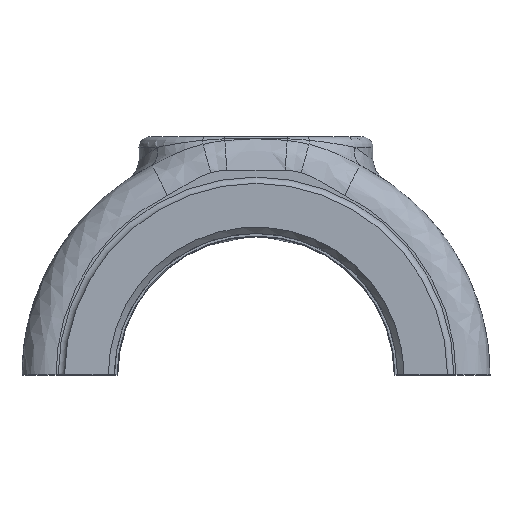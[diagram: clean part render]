
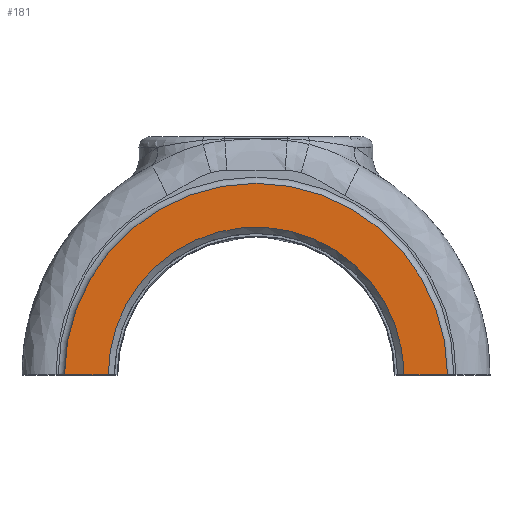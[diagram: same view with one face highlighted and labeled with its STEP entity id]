
A CAD part, top view. The second image highlights one B-rep face of the part: STEP entity #181.
In plain terms, the highlighted planar face has unit normal (0, 0.009, 1).
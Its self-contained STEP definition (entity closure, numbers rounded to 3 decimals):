
#29 = DIRECTION ( 'NONE',  ( -1., 0., 0. ) ) ;
#60 = ORIENTED_EDGE ( 'NONE', *, *, #2084, .F. ) ;
#72 = CARTESIAN_POINT ( 'NONE',  ( -59., 36.729, 53.672 ) ) ;
#153 = CARTESIAN_POINT ( 'NONE',  ( -60.169, 34.779, 53.69 ) ) ;
#181 = ADVANCED_FACE ( 'NONE', ( #1593 ), #1791, .T. ) ;
#242 = CARTESIAN_POINT ( 'NONE',  ( 2.274, 69.473, 53.38 ) ) ;
#312 = CARTESIAN_POINT ( 'NONE',  ( 90., 0.045, 54. ) ) ;
#331 = CARTESIAN_POINT ( 'NONE',  ( 62.313, 30.77, 53.725 ) ) ;
#421 = CARTESIAN_POINT ( 'NONE',  ( 22.332, 65.824, 53.412 ) ) ;
#446 = CIRCLE ( 'NONE', #4477, 90. ) ;
#501 = CARTESIAN_POINT ( 'NONE',  ( -63.285, 28.716, 53.744 ) ) ;
#596 = CARTESIAN_POINT ( 'NONE',  ( 36.686, 59.036, 53.473 ) ) ;
#605 = CARTESIAN_POINT ( 'NONE',  ( -69.447, 0.045, 54. ) ) ;
#663 = ORIENTED_EDGE ( 'NONE', *, *, #3983, .F. ) ;
#778 = CARTESIAN_POINT ( 'NONE',  ( 68.553, 11.361, 53.899 ) ) ;
#846 = VERTEX_POINT ( 'NONE', #4706 ) ;
#870 = CARTESIAN_POINT ( 'NONE',  ( 11.317, 68.583, 53.388 ) ) ;
#873 = B_SPLINE_CURVE_WITH_KNOTS ( 'NONE', 3,
 ( #605, #3344, #3787, #4514, #5251, #2792, #1036, #4240, #4961, #501, #3335, #153, #72, #2121, #1944, #5421, #2961, #5334, #3867, #3593, #5524, #2511, #4592, #1118, #1567, #1208, #4323, #4406, #3681, #5146, #1384, #2687, #4871, #242, #2869, #1854, #870, #4785, #1484, #421, #5062, #1299, #2601, #4042, #596, #2319, #3051, #3418, #5239, #943, #3778, #4133, #2782, #1651, #4234, #331, #3245, #4966, #4506, #2505, #2039, #778, #3512, #1026, #3954, #1757 ),
 .UNSPECIFIED., .F., .F.,
 ( 4, 2, 2, 2, 2, 2, 2, 2, 2, 2, 2, 2, 2, 2, 2, 2, 2, 2, 2, 2, 2, 2, 2, 2, 2, 2, 2, 2, 2, 2, 2, 2, 4 ),
 ( 0., 0.031, 0.062, 0.094, 0.125, 0.156, 0.187, 0.219, 0.25, 0.281, 0.312, 0.344, 0.375, 0.406, 0.437, 0.469, 0.5, 0.531, 0.562, 0.594, 0.625, 0.656, 0.687, 0.719, 0.75, 0.781, 0.812, 0.844, 0.875, 0.906, 0.938, 0.969, 1. ),
 .UNSPECIFIED. ) ;
#943 = CARTESIAN_POINT ( 'NONE',  ( 50.708, 47.531, 53.576 ) ) ;
#1026 = CARTESIAN_POINT ( 'NONE',  ( 69.334, 4.588, 53.959 ) ) ;
#1036 = CARTESIAN_POINT ( 'NONE',  ( -67.113, 18.024, 53.839 ) ) ;
#1118 = CARTESIAN_POINT ( 'NONE',  ( -30.727, 62.348, 53.444 ) ) ;
#1208 = CARTESIAN_POINT ( 'NONE',  ( -24.471, 65.059, 53.419 ) ) ;
#1299 = CARTESIAN_POINT ( 'NONE',  ( 28.673, 63.319, 53.435 ) ) ;
#1384 = CARTESIAN_POINT ( 'NONE',  ( -9.069, 68.916, 53.385 ) ) ;
#1433 = CARTESIAN_POINT ( 'NONE',  ( 0., 0.045, 54. ) ) ;
#1484 = CARTESIAN_POINT ( 'NONE',  ( 17.981, 67.144, 53.401 ) ) ;
#1567 = CARTESIAN_POINT ( 'NONE',  ( -28.673, 63.319, 53.435 ) ) ;
#1593 = FACE_OUTER_BOUND ( 'NONE', #5214, .T. ) ;
#1651 = CARTESIAN_POINT ( 'NONE',  ( 59., 36.728, 53.672 ) ) ;
#1757 = CARTESIAN_POINT ( 'NONE',  ( 69.447, 0.045, 54. ) ) ;
#1791 = PLANE ( 'NONE',  #2911 ) ;
#1804 = DIRECTION ( 'NONE',  ( 0., 1., -0.009 ) ) ;
#1854 = CARTESIAN_POINT ( 'NONE',  ( 9.068, 68.916, 53.385 ) ) ;
#1944 = CARTESIAN_POINT ( 'NONE',  ( -55.119, 42.334, 53.622 ) ) ;
#2039 = CARTESIAN_POINT ( 'NONE',  ( 67.665, 15.82, 53.859 ) ) ;
#2084 = EDGE_CURVE ( 'NONE', #2972, #5233, #4737, .T. ) ;
#2121 = CARTESIAN_POINT ( 'NONE',  ( -56.473, 40.509, 53.639 ) ) ;
#2319 = CARTESIAN_POINT ( 'NONE',  ( 40.468, 56.51, 53.496 ) ) ;
#2505 = CARTESIAN_POINT ( 'NONE',  ( 67.113, 18.025, 53.839 ) ) ;
#2511 = CARTESIAN_POINT ( 'NONE',  ( -36.686, 59.036, 53.473 ) ) ;
#2601 = CARTESIAN_POINT ( 'NONE',  ( 30.727, 62.348, 53.444 ) ) ;
#2687 = CARTESIAN_POINT ( 'NONE',  ( -4.543, 69.362, 53.381 ) ) ;
#2727 = EDGE_CURVE ( 'NONE', #4412, #846, #5191, .T. ) ;
#2782 = CARTESIAN_POINT ( 'NONE',  ( 56.473, 40.509, 53.639 ) ) ;
#2792 = CARTESIAN_POINT ( 'NONE',  ( -67.665, 15.821, 53.859 ) ) ;
#2843 = ORIENTED_EDGE ( 'NONE', *, *, #2727, .F. ) ;
#2869 = CARTESIAN_POINT ( 'NONE',  ( 4.544, 69.362, 53.381 ) ) ;
#2911 = AXIS2_PLACEMENT_3D ( 'NONE', #3987, #3900, #4718 ) ;
#2959 = ORIENTED_EDGE ( 'NONE', *, *, #5228, .T. ) ;
#2961 = CARTESIAN_POINT ( 'NONE',  ( -50.708, 47.532, 53.576 ) ) ;
#2972 = VERTEX_POINT ( 'NONE', #312 ) ;
#3051 = CARTESIAN_POINT ( 'NONE',  ( 42.292, 55.157, 53.508 ) ) ;
#3068 = VECTOR ( 'NONE', #5475, 1000. ) ;
#3245 = CARTESIAN_POINT ( 'NONE',  ( 63.285, 28.715, 53.744 ) ) ;
#3335 = CARTESIAN_POINT ( 'NONE',  ( -62.313, 30.77, 53.725 ) ) ;
#3344 = CARTESIAN_POINT ( 'NONE',  ( -69.446, 2.319, 53.979 ) ) ;
#3386 = CARTESIAN_POINT ( 'NONE',  ( -69.447, 0.045, 54. ) ) ;
#3418 = CARTESIAN_POINT ( 'NONE',  ( 45.809, 52.272, 53.533 ) ) ;
#3469 = CARTESIAN_POINT ( 'NONE',  ( 90., 0.045, 54. ) ) ;
#3512 = CARTESIAN_POINT ( 'NONE',  ( 68.887, 9.113, 53.919 ) ) ;
#3593 = CARTESIAN_POINT ( 'NONE',  ( -42.293, 55.157, 53.508 ) ) ;
#3681 = CARTESIAN_POINT ( 'NONE',  ( -15.777, 67.696, 53.396 ) ) ;
#3778 = CARTESIAN_POINT ( 'NONE',  ( 52.234, 45.849, 53.591 ) ) ;
#3787 = CARTESIAN_POINT ( 'NONE',  ( -69.334, 4.587, 53.959 ) ) ;
#3867 = CARTESIAN_POINT ( 'NONE',  ( -45.808, 52.273, 53.533 ) ) ;
#3900 = DIRECTION ( 'NONE',  ( 0., 0.009, 1. ) ) ;
#3954 = CARTESIAN_POINT ( 'NONE',  ( 69.446, 2.32, 53.979 ) ) ;
#3974 = VECTOR ( 'NONE', #29, 1000. ) ;
#3983 = EDGE_CURVE ( 'NONE', #846, #2972, #446, .T. ) ;
#3987 = CARTESIAN_POINT ( 'NONE',  ( 0., 0.045, 54. ) ) ;
#4042 = CARTESIAN_POINT ( 'NONE',  ( 34.737, 60.204, 53.463 ) ) ;
#4133 = CARTESIAN_POINT ( 'NONE',  ( 55.12, 42.333, 53.622 ) ) ;
#4184 = CARTESIAN_POINT ( 'NONE',  ( 90., 0.045, 54. ) ) ;
#4234 = CARTESIAN_POINT ( 'NONE',  ( 60.169, 34.779, 53.69 ) ) ;
#4240 = CARTESIAN_POINT ( 'NONE',  ( -65.792, 22.376, 53.8 ) ) ;
#4323 = CARTESIAN_POINT ( 'NONE',  ( -22.332, 65.824, 53.412 ) ) ;
#4406 = CARTESIAN_POINT ( 'NONE',  ( -17.98, 67.144, 53.401 ) ) ;
#4412 = VERTEX_POINT ( 'NONE', #3386 ) ;
#4477 = AXIS2_PLACEMENT_3D ( 'NONE', #1433, #4634, #1804 ) ;
#4506 = CARTESIAN_POINT ( 'NONE',  ( 65.792, 22.375, 53.8 ) ) ;
#4514 = CARTESIAN_POINT ( 'NONE',  ( -68.887, 9.114, 53.919 ) ) ;
#4592 = CARTESIAN_POINT ( 'NONE',  ( -34.738, 60.204, 53.463 ) ) ;
#4634 = DIRECTION ( 'NONE',  ( 0., -0.009, -1. ) ) ;
#4706 = CARTESIAN_POINT ( 'NONE',  ( -90., 0.045, 54. ) ) ;
#4718 = DIRECTION ( 'NONE',  ( 0., 1., -0.009 ) ) ;
#4737 = LINE ( 'NONE', #4184, #3974 ) ;
#4785 = CARTESIAN_POINT ( 'NONE',  ( 15.776, 67.696, 53.396 ) ) ;
#4871 = CARTESIAN_POINT ( 'NONE',  ( -2.274, 69.473, 53.38 ) ) ;
#4961 = CARTESIAN_POINT ( 'NONE',  ( -65.026, 24.515, 53.781 ) ) ;
#4966 = CARTESIAN_POINT ( 'NONE',  ( 65.026, 24.515, 53.781 ) ) ;
#5062 = CARTESIAN_POINT ( 'NONE',  ( 24.471, 65.059, 53.419 ) ) ;
#5146 = CARTESIAN_POINT ( 'NONE',  ( -11.316, 68.583, 53.388 ) ) ;
#5191 = LINE ( 'NONE', #3469, #3068 ) ;
#5214 = EDGE_LOOP ( 'NONE', ( #2843, #2959, #60, #663 ) ) ;
#5228 = EDGE_CURVE ( 'NONE', #4412, #5233, #873, .T. ) ;
#5233 = VERTEX_POINT ( 'NONE', #5609 ) ;
#5239 = CARTESIAN_POINT ( 'NONE',  ( 47.492, 50.747, 53.547 ) ) ;
#5251 = CARTESIAN_POINT ( 'NONE',  ( -68.554, 11.36, 53.899 ) ) ;
#5334 = CARTESIAN_POINT ( 'NONE',  ( -47.492, 50.747, 53.547 ) ) ;
#5421 = CARTESIAN_POINT ( 'NONE',  ( -52.234, 45.848, 53.591 ) ) ;
#5475 = DIRECTION ( 'NONE',  ( -1., 0., 0. ) ) ;
#5524 = CARTESIAN_POINT ( 'NONE',  ( -40.468, 56.51, 53.496 ) ) ;
#5609 = CARTESIAN_POINT ( 'NONE',  ( 69.447, 0.045, 54. ) ) ;
